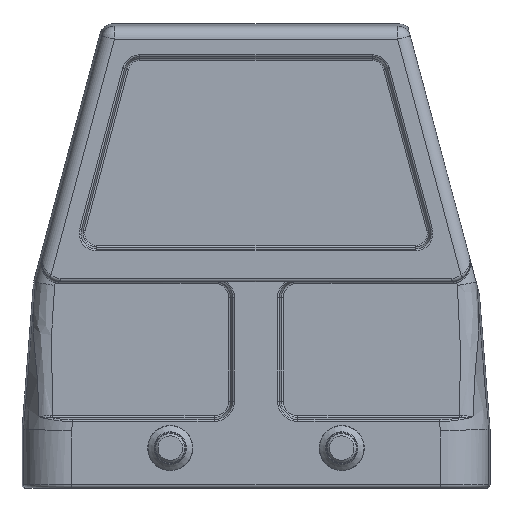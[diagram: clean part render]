
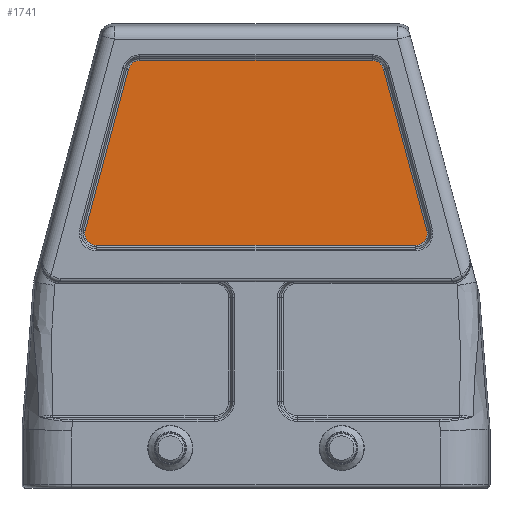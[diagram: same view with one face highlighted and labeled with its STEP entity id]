
A CAD part, front view. The second image highlights one B-rep face of the part: STEP entity #1741.
In plain terms, the highlighted planar face has unit normal (0, -1, 0).
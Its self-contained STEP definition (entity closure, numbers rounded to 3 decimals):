
#1241=FACE_OUTER_BOUND('',#3582,.T.);
#1741=ADVANCED_FACE('',(#1241),#2198,.F.);
#2198=PLANE('',#8981);
#2516=LINE('',#14475,#3032);
#2517=LINE('',#14480,#3033);
#2518=LINE('',#14484,#3034);
#2519=LINE('',#14488,#3035);
#3032=VECTOR('',#10018,1.);
#3033=VECTOR('',#10021,1.);
#3034=VECTOR('',#10024,1.);
#3035=VECTOR('',#10027,1.);
#3582=EDGE_LOOP('',(#4392,#4393,#4394,#4395,#4396,#4397,#4398,#4399));
#4392=ORIENTED_EDGE('',*,*,#7220,.T.);
#4393=ORIENTED_EDGE('',*,*,#7221,.T.);
#4394=ORIENTED_EDGE('',*,*,#7222,.T.);
#4395=ORIENTED_EDGE('',*,*,#7223,.T.);
#4396=ORIENTED_EDGE('',*,*,#7224,.T.);
#4397=ORIENTED_EDGE('',*,*,#7225,.T.);
#4398=ORIENTED_EDGE('',*,*,#7226,.T.);
#4399=ORIENTED_EDGE('',*,*,#7227,.T.);
#6509=VERTEX_POINT('',#14476);
#6510=VERTEX_POINT('',#14477);
#6511=VERTEX_POINT('',#14479);
#6512=VERTEX_POINT('',#14481);
#6513=VERTEX_POINT('',#14483);
#6514=VERTEX_POINT('',#14485);
#6515=VERTEX_POINT('',#14487);
#6516=VERTEX_POINT('',#14489);
#7220=EDGE_CURVE('',#6509,#6510,#2516,.T.);
#7221=EDGE_CURVE('',#6510,#6511,#8062,.T.);
#7222=EDGE_CURVE('',#6511,#6512,#2517,.T.);
#7223=EDGE_CURVE('',#6512,#6513,#8063,.T.);
#7224=EDGE_CURVE('',#6513,#6514,#2518,.T.);
#7225=EDGE_CURVE('',#6514,#6515,#8064,.T.);
#7226=EDGE_CURVE('',#6515,#6516,#2519,.T.);
#7227=EDGE_CURVE('',#6516,#6509,#8065,.T.);
#8062=CIRCLE('',#8977,1.835);
#8063=CIRCLE('',#8978,1.835);
#8064=CIRCLE('',#8979,1.835);
#8065=CIRCLE('',#8980,1.835);
#8977=AXIS2_PLACEMENT_3D('',#14478,#10019,#10020);
#8978=AXIS2_PLACEMENT_3D('',#14482,#10022,#10023);
#8979=AXIS2_PLACEMENT_3D('',#14486,#10025,#10026);
#8980=AXIS2_PLACEMENT_3D('',#14490,#10028,#10029);
#8981=AXIS2_PLACEMENT_3D('',#14491,#10030,#10031);
#10018=DIRECTION('',(-0.259,0.,0.966));
#10019=DIRECTION('',(0.,-1.,0.));
#10020=DIRECTION('',(0.,0.,1.));
#10021=DIRECTION('',(-1.,0.,0.));
#10022=DIRECTION('',(0.,-1.,0.));
#10023=DIRECTION('',(0.,0.,1.));
#10024=DIRECTION('',(-0.259,0.,-0.966));
#10025=DIRECTION('',(0.,-1.,0.));
#10026=DIRECTION('',(0.,0.,1.));
#10027=DIRECTION('',(1.,0.,0.));
#10028=DIRECTION('',(0.,-1.,0.));
#10029=DIRECTION('',(0.,0.,1.));
#10030=DIRECTION('',(0.,1.,0.));
#10031=DIRECTION('',(0.,0.,-1.));
#14475=CARTESIAN_POINT('',(19.8,-21.25,55.825));
#14476=CARTESIAN_POINT('',(26.498,-21.25,30.825));
#14477=CARTESIAN_POINT('',(19.8,-21.25,55.825));
#14478=CARTESIAN_POINT('',(18.027,-21.25,55.35));
#14479=CARTESIAN_POINT('',(18.027,-21.25,57.185));
#14480=CARTESIAN_POINT('',(-18.027,-21.25,57.185));
#14481=CARTESIAN_POINT('',(-18.027,-21.25,57.185));
#14482=CARTESIAN_POINT('',(-18.027,-21.25,55.35));
#14483=CARTESIAN_POINT('',(-19.8,-21.25,55.825));
#14484=CARTESIAN_POINT('',(-26.498,-21.25,30.825));
#14485=CARTESIAN_POINT('',(-26.498,-21.25,30.825));
#14486=CARTESIAN_POINT('',(-24.726,-21.25,30.35));
#14487=CARTESIAN_POINT('',(-24.726,-21.25,28.515));
#14488=CARTESIAN_POINT('',(24.726,-21.25,28.515));
#14489=CARTESIAN_POINT('',(24.726,-21.25,28.515));
#14490=CARTESIAN_POINT('',(24.726,-21.25,30.35));
#14491=CARTESIAN_POINT('',(18.027,-21.25,55.35));
